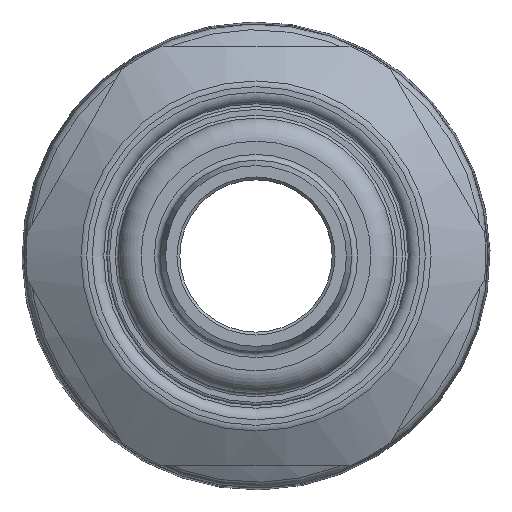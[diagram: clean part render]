
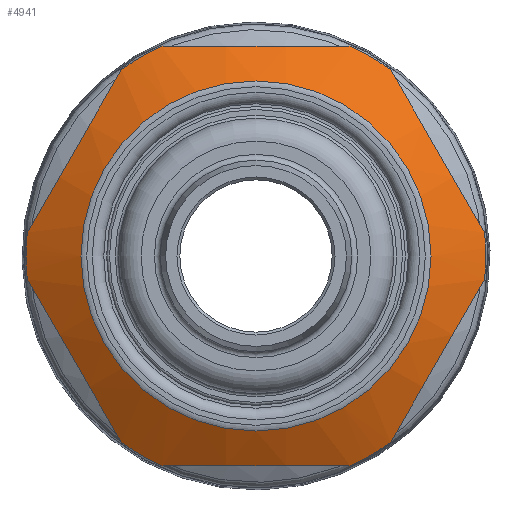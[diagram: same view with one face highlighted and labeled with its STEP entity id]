
A CAD part, front view. The second image highlights one B-rep face of the part: STEP entity #4941.
In plain terms, the highlighted conical face has half-angle 60 degrees and reference radius 17.78 mm.
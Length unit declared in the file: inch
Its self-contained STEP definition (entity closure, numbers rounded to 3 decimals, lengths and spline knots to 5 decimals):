
#197=(
BOUNDED_CURVE()
B_SPLINE_CURVE(2,(#11346,#11347,#11348),.UNSPECIFIED.,.F.,.F.)
B_SPLINE_CURVE_WITH_KNOTS((3,3),(0.,1.67512),.UNSPECIFIED.)
CURVE()
GEOMETRIC_REPRESENTATION_ITEM()
RATIONAL_B_SPLINE_CURVE((1.,1.096,1.))
REPRESENTATION_ITEM('')
);
#198=(
BOUNDED_CURVE()
B_SPLINE_CURVE(2,(#11352,#11353,#11354),.UNSPECIFIED.,.F.,.F.)
B_SPLINE_CURVE_WITH_KNOTS((3,3),(0.,1.67512),.UNSPECIFIED.)
CURVE()
GEOMETRIC_REPRESENTATION_ITEM()
RATIONAL_B_SPLINE_CURVE((1.,1.096,1.))
REPRESENTATION_ITEM('')
);
#199=(
BOUNDED_CURVE()
B_SPLINE_CURVE(2,(#11358,#11359,#11360),.UNSPECIFIED.,.F.,.F.)
B_SPLINE_CURVE_WITH_KNOTS((3,3),(0.,1.67512),.UNSPECIFIED.)
CURVE()
GEOMETRIC_REPRESENTATION_ITEM()
RATIONAL_B_SPLINE_CURVE((1.,1.096,1.))
REPRESENTATION_ITEM('')
);
#200=(
BOUNDED_CURVE()
B_SPLINE_CURVE(2,(#11364,#11365,#11366),.UNSPECIFIED.,.F.,.F.)
B_SPLINE_CURVE_WITH_KNOTS((3,3),(0.,1.67512),.UNSPECIFIED.)
CURVE()
GEOMETRIC_REPRESENTATION_ITEM()
RATIONAL_B_SPLINE_CURVE((1.,1.096,1.))
REPRESENTATION_ITEM('')
);
#201=(
BOUNDED_CURVE()
B_SPLINE_CURVE(2,(#11370,#11371,#11372),.UNSPECIFIED.,.F.,.F.)
B_SPLINE_CURVE_WITH_KNOTS((3,3),(0.,1.67512),.UNSPECIFIED.)
CURVE()
GEOMETRIC_REPRESENTATION_ITEM()
RATIONAL_B_SPLINE_CURVE((1.,1.096,1.))
REPRESENTATION_ITEM('')
);
#202=(
BOUNDED_CURVE()
B_SPLINE_CURVE(2,(#11376,#11377,#11378),.UNSPECIFIED.,.F.,.F.)
B_SPLINE_CURVE_WITH_KNOTS((3,3),(0.,1.67512),.UNSPECIFIED.)
CURVE()
GEOMETRIC_REPRESENTATION_ITEM()
RATIONAL_B_SPLINE_CURVE((1.,1.096,1.))
REPRESENTATION_ITEM('')
);
#703=FACE_OUTER_BOUND('',#1033,.T.);
#1033=EDGE_LOOP('',(#3824,#3825,#3826,#3827,#3828,#3829,#3830,#3831,#3832,
#3833,#3834,#3835,#3836,#3837,#3838,#3839));
#1280=LINE('',#11342,#1437);
#1437=VECTOR('',#6578,0.7);
#1675=CIRCLE('',#5455,0.60928);
#1677=CIRCLE('',#5459,0.8);
#1678=CIRCLE('',#5460,0.8);
#1679=CIRCLE('',#5461,0.8);
#1680=CIRCLE('',#5462,0.8);
#1681=CIRCLE('',#5463,0.8);
#1682=CIRCLE('',#5464,0.8);
#1683=CIRCLE('',#5465,0.8);
#2102=VERTEX_POINT('',#11334);
#2104=VERTEX_POINT('',#11341);
#2105=VERTEX_POINT('',#11343);
#2106=VERTEX_POINT('',#11345);
#2107=VERTEX_POINT('',#11349);
#2108=VERTEX_POINT('',#11351);
#2109=VERTEX_POINT('',#11355);
#2110=VERTEX_POINT('',#11357);
#2111=VERTEX_POINT('',#11361);
#2112=VERTEX_POINT('',#11363);
#2113=VERTEX_POINT('',#11367);
#2114=VERTEX_POINT('',#11369);
#2115=VERTEX_POINT('',#11373);
#2116=VERTEX_POINT('',#11375);
#2701=EDGE_CURVE('',#2102,#2102,#1675,.T.);
#2703=EDGE_CURVE('',#2102,#2104,#1280,.T.);
#2704=EDGE_CURVE('',#2105,#2104,#1677,.T.);
#2705=EDGE_CURVE('',#2106,#2105,#197,.T.);
#2706=EDGE_CURVE('',#2107,#2106,#1678,.T.);
#2707=EDGE_CURVE('',#2108,#2107,#198,.T.);
#2708=EDGE_CURVE('',#2109,#2108,#1679,.T.);
#2709=EDGE_CURVE('',#2110,#2109,#199,.T.);
#2710=EDGE_CURVE('',#2111,#2110,#1680,.T.);
#2711=EDGE_CURVE('',#2112,#2111,#200,.T.);
#2712=EDGE_CURVE('',#2113,#2112,#1681,.T.);
#2713=EDGE_CURVE('',#2114,#2113,#201,.T.);
#2714=EDGE_CURVE('',#2115,#2114,#1682,.T.);
#2715=EDGE_CURVE('',#2116,#2115,#202,.T.);
#2716=EDGE_CURVE('',#2104,#2116,#1683,.T.);
#3824=ORIENTED_EDGE('',*,*,#2701,.F.);
#3825=ORIENTED_EDGE('',*,*,#2703,.T.);
#3826=ORIENTED_EDGE('',*,*,#2704,.F.);
#3827=ORIENTED_EDGE('',*,*,#2705,.F.);
#3828=ORIENTED_EDGE('',*,*,#2706,.F.);
#3829=ORIENTED_EDGE('',*,*,#2707,.F.);
#3830=ORIENTED_EDGE('',*,*,#2708,.F.);
#3831=ORIENTED_EDGE('',*,*,#2709,.F.);
#3832=ORIENTED_EDGE('',*,*,#2710,.F.);
#3833=ORIENTED_EDGE('',*,*,#2711,.F.);
#3834=ORIENTED_EDGE('',*,*,#2712,.F.);
#3835=ORIENTED_EDGE('',*,*,#2713,.F.);
#3836=ORIENTED_EDGE('',*,*,#2714,.F.);
#3837=ORIENTED_EDGE('',*,*,#2715,.F.);
#3838=ORIENTED_EDGE('',*,*,#2716,.F.);
#3839=ORIENTED_EDGE('',*,*,#2703,.F.);
#4415=CONICAL_SURFACE('',#5458,0.7,1.047);
#4941=ADVANCED_FACE('',(#703),#4415,.T.);
#5455=AXIS2_PLACEMENT_3D('',#11336,#6570,#6571);
#5458=AXIS2_PLACEMENT_3D('',#11340,#6576,#6577);
#5459=AXIS2_PLACEMENT_3D('',#11344,#6579,#6580);
#5460=AXIS2_PLACEMENT_3D('',#11350,#6581,#6582);
#5461=AXIS2_PLACEMENT_3D('',#11356,#6583,#6584);
#5462=AXIS2_PLACEMENT_3D('',#11362,#6585,#6586);
#5463=AXIS2_PLACEMENT_3D('',#11368,#6587,#6588);
#5464=AXIS2_PLACEMENT_3D('',#11374,#6589,#6590);
#5465=AXIS2_PLACEMENT_3D('',#11379,#6591,#6592);
#6570=DIRECTION('center_axis',(0.,-1.,0.));
#6571=DIRECTION('ref_axis',(-1.,0.,0.));
#6576=DIRECTION('center_axis',(0.,1.,0.));
#6577=DIRECTION('ref_axis',(1.,0.,0.));
#6578=DIRECTION('',(-0.866,0.5,0.));
#6579=DIRECTION('center_axis',(0.,1.,0.));
#6580=DIRECTION('ref_axis',(-1.,0.,0.));
#6581=DIRECTION('center_axis',(0.,1.,0.));
#6582=DIRECTION('ref_axis',(-1.,0.,0.));
#6583=DIRECTION('center_axis',(0.,1.,0.));
#6584=DIRECTION('ref_axis',(-1.,0.,0.));
#6585=DIRECTION('center_axis',(0.,1.,0.));
#6586=DIRECTION('ref_axis',(-1.,0.,0.));
#6587=DIRECTION('center_axis',(0.,1.,0.));
#6588=DIRECTION('ref_axis',(-1.,0.,0.));
#6589=DIRECTION('center_axis',(0.,1.,0.));
#6590=DIRECTION('ref_axis',(-1.,0.,0.));
#6591=DIRECTION('center_axis',(0.,1.,0.));
#6592=DIRECTION('ref_axis',(-1.,0.,0.));
#11334=CARTESIAN_POINT('',(-0.60928,-2.06909,0.));
#11336=CARTESIAN_POINT('Origin',(0.,-2.06909,
0.));
#11340=CARTESIAN_POINT('Origin',(0.,-2.01671,
0.));
#11341=CARTESIAN_POINT('',(-0.8,-1.95898,0.));
#11342=CARTESIAN_POINT('',(-0.7,-2.01671,0.));
#11343=CARTESIAN_POINT('',(-0.79583,-1.95898,-0.08158));
#11344=CARTESIAN_POINT('Origin',(0.,-1.95898,0.));
#11345=CARTESIAN_POINT('',(-0.46857,-1.95898,-0.64842));
#11346=CARTESIAN_POINT('Ctrl Pts',(-0.46857,-1.95898,
-0.64842));
#11347=CARTESIAN_POINT('Ctrl Pts',(-0.6322,-2.03627,
-0.365));
#11348=CARTESIAN_POINT('Ctrl Pts',(-0.79583,-1.95898,
-0.08158));
#11349=CARTESIAN_POINT('',(-0.32726,-1.95898,-0.73));
#11350=CARTESIAN_POINT('Origin',(0.,-1.95898,0.));
#11351=CARTESIAN_POINT('',(0.32726,-1.95898,-0.73));
#11352=CARTESIAN_POINT('Ctrl Pts',(0.32726,-1.95898,
-0.73));
#11353=CARTESIAN_POINT('Ctrl Pts',(0.,-2.03627,
-0.73));
#11354=CARTESIAN_POINT('Ctrl Pts',(-0.32726,-1.95898,
-0.73));
#11355=CARTESIAN_POINT('',(0.46857,-1.95898,-0.64842));
#11356=CARTESIAN_POINT('Origin',(0.,-1.95898,0.));
#11357=CARTESIAN_POINT('',(0.79583,-1.95898,-0.08158));
#11358=CARTESIAN_POINT('Ctrl Pts',(0.79583,-1.95898,
-0.08158));
#11359=CARTESIAN_POINT('Ctrl Pts',(0.6322,-2.03627,-0.365));
#11360=CARTESIAN_POINT('Ctrl Pts',(0.46857,-1.95898,
-0.64842));
#11361=CARTESIAN_POINT('',(0.79583,-1.95898,0.08158));
#11362=CARTESIAN_POINT('Origin',(0.,-1.95898,0.));
#11363=CARTESIAN_POINT('',(0.46857,-1.95898,0.64842));
#11364=CARTESIAN_POINT('Ctrl Pts',(0.46857,-1.95898,
0.64842));
#11365=CARTESIAN_POINT('Ctrl Pts',(0.6322,-2.03627,0.365));
#11366=CARTESIAN_POINT('Ctrl Pts',(0.79583,-1.95898,
0.08158));
#11367=CARTESIAN_POINT('',(0.32726,-1.95898,0.73));
#11368=CARTESIAN_POINT('Origin',(0.,-1.95898,0.));
#11369=CARTESIAN_POINT('',(-0.32726,-1.95898,0.73));
#11370=CARTESIAN_POINT('Ctrl Pts',(-0.32726,-1.95898,
0.73));
#11371=CARTESIAN_POINT('Ctrl Pts',(0.,-2.03627,
0.73));
#11372=CARTESIAN_POINT('Ctrl Pts',(0.32726,-1.95898,
0.73));
#11373=CARTESIAN_POINT('',(-0.46857,-1.95898,0.64842));
#11374=CARTESIAN_POINT('Origin',(0.,-1.95898,0.));
#11375=CARTESIAN_POINT('',(-0.79583,-1.95898,0.08158));
#11376=CARTESIAN_POINT('Ctrl Pts',(-0.79583,-1.95898,
0.08158));
#11377=CARTESIAN_POINT('Ctrl Pts',(-0.6322,-2.03627,
0.365));
#11378=CARTESIAN_POINT('Ctrl Pts',(-0.46857,-1.95898,
0.64842));
#11379=CARTESIAN_POINT('Origin',(0.,-1.95898,0.));
